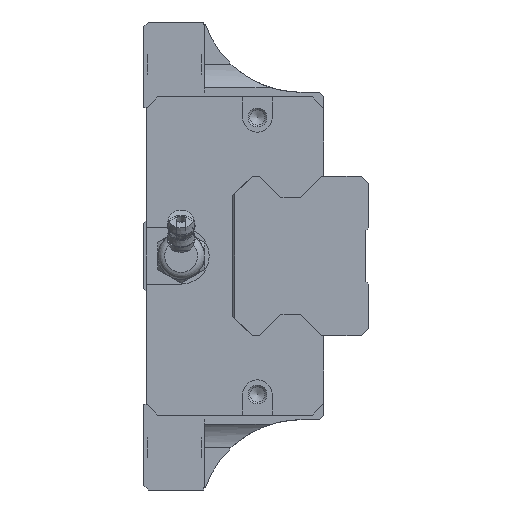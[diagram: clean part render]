
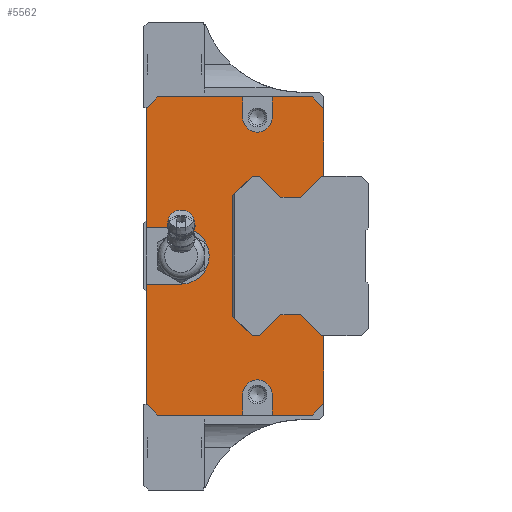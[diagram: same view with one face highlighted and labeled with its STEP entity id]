
A CAD part, left-side view. The second image highlights one B-rep face of the part: STEP entity #5562.
In plain terms, the highlighted planar face has unit normal (-1, 0, 0).
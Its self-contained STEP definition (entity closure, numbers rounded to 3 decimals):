
#606=CIRCLE('',#6093,6.);
#607=CIRCLE('',#6094,3.15);
#608=CIRCLE('',#6095,3.15);
#847=FACE_OUTER_BOUND('',#1178,.T.);
#1178=EDGE_LOOP('',(#4568,#4569,#4570,#4571,#4572,#4573,#4574,#4575,#4576,
#4577,#4578,#4579,#4580,#4581,#4582,#4583,#4584,#4585,#4586,#4587,#4588,
#4589,#4590,#4591,#4592,#4593,#4594,#4595,#4596,#4597,#4598,#4599,#4600,
#4601));
#1595=LINE('',#8853,#2103);
#1601=LINE('',#8865,#2109);
#1602=LINE('',#8869,#2110);
#1609=LINE('',#8884,#2117);
#1612=LINE('',#8888,#2120);
#1613=LINE('',#8891,#2121);
#1614=LINE('',#8893,#2122);
#1615=LINE('',#8895,#2123);
#1616=LINE('',#8899,#2124);
#1617=LINE('',#8901,#2125);
#1618=LINE('',#8903,#2126);
#1619=LINE('',#8905,#2127);
#1620=LINE('',#8907,#2128);
#1621=LINE('',#8911,#2129);
#1622=LINE('',#8913,#2130);
#1623=LINE('',#8915,#2131);
#1624=LINE('',#8916,#2132);
#1625=LINE('',#8918,#2133);
#1626=LINE('',#8920,#2134);
#1627=LINE('',#8922,#2135);
#1628=LINE('',#8924,#2136);
#1629=LINE('',#8926,#2137);
#1630=LINE('',#8928,#2138);
#1631=LINE('',#8930,#2139);
#1632=LINE('',#8932,#2140);
#1633=LINE('',#8934,#2141);
#1634=LINE('',#8936,#2142);
#1635=LINE('',#8937,#2143);
#1636=LINE('',#8939,#2144);
#1637=LINE('',#8940,#2145);
#1638=LINE('',#8942,#2146);
#2103=VECTOR('',#7224,1000.);
#2109=VECTOR('',#7232,1000.);
#2110=VECTOR('',#7235,1000.);
#2117=VECTOR('',#7244,1000.);
#2120=VECTOR('',#7247,1000.);
#2121=VECTOR('',#7250,1000.);
#2122=VECTOR('',#7251,1000.);
#2123=VECTOR('',#7252,1000.);
#2124=VECTOR('',#7255,1000.);
#2125=VECTOR('',#7256,1000.);
#2126=VECTOR('',#7257,1000.);
#2127=VECTOR('',#7258,1000.);
#2128=VECTOR('',#7259,1000.);
#2129=VECTOR('',#7262,1000.);
#2130=VECTOR('',#7263,1000.);
#2131=VECTOR('',#7264,1000.);
#2132=VECTOR('',#7265,1000.);
#2133=VECTOR('',#7266,1000.);
#2134=VECTOR('',#7267,1000.);
#2135=VECTOR('',#7268,1000.);
#2136=VECTOR('',#7269,1000.);
#2137=VECTOR('',#7270,1000.);
#2138=VECTOR('',#7271,1000.);
#2139=VECTOR('',#7272,1000.);
#2140=VECTOR('',#7273,1000.);
#2141=VECTOR('',#7274,1000.);
#2142=VECTOR('',#7275,1000.);
#2143=VECTOR('',#7276,1000.);
#2144=VECTOR('',#7277,1000.);
#2145=VECTOR('',#7278,1000.);
#2146=VECTOR('',#7279,1000.);
#2638=VERTEX_POINT('',#8850);
#2639=VERTEX_POINT('',#8852);
#2641=VERTEX_POINT('',#8858);
#2644=VERTEX_POINT('',#8863);
#2645=VERTEX_POINT('',#8867);
#2646=VERTEX_POINT('',#8868);
#2650=VERTEX_POINT('',#8877);
#2652=VERTEX_POINT('',#8881);
#2653=VERTEX_POINT('',#8883);
#2655=VERTEX_POINT('',#8890);
#2656=VERTEX_POINT('',#8892);
#2657=VERTEX_POINT('',#8894);
#2658=VERTEX_POINT('',#8896);
#2659=VERTEX_POINT('',#8898);
#2660=VERTEX_POINT('',#8900);
#2661=VERTEX_POINT('',#8902);
#2662=VERTEX_POINT('',#8904);
#2663=VERTEX_POINT('',#8906);
#2664=VERTEX_POINT('',#8908);
#2665=VERTEX_POINT('',#8910);
#2666=VERTEX_POINT('',#8912);
#2667=VERTEX_POINT('',#8914);
#2668=VERTEX_POINT('',#8917);
#2669=VERTEX_POINT('',#8919);
#2670=VERTEX_POINT('',#8921);
#2671=VERTEX_POINT('',#8923);
#2672=VERTEX_POINT('',#8925);
#2673=VERTEX_POINT('',#8927);
#2674=VERTEX_POINT('',#8929);
#2675=VERTEX_POINT('',#8931);
#2676=VERTEX_POINT('',#8933);
#2677=VERTEX_POINT('',#8935);
#2678=VERTEX_POINT('',#8938);
#2679=VERTEX_POINT('',#8941);
#3313=EDGE_CURVE('',#2639,#2638,#1595,.T.);
#3319=EDGE_CURVE('',#2644,#2641,#1601,.T.);
#3320=EDGE_CURVE('',#2645,#2646,#1602,.T.);
#3327=EDGE_CURVE('',#2652,#2653,#1609,.T.);
#3330=EDGE_CURVE('',#2646,#2650,#1612,.T.);
#3331=EDGE_CURVE('',#2655,#2650,#1613,.T.);
#3332=EDGE_CURVE('',#2656,#2645,#1614,.T.);
#3333=EDGE_CURVE('',#2656,#2657,#1615,.T.);
#3334=EDGE_CURVE('',#2657,#2658,#606,.T.);
#3335=EDGE_CURVE('',#2658,#2659,#1616,.T.);
#3336=EDGE_CURVE('',#2660,#2659,#1617,.T.);
#3337=EDGE_CURVE('',#2661,#2660,#1618,.T.);
#3338=EDGE_CURVE('',#2662,#2661,#1619,.T.);
#3339=EDGE_CURVE('',#2662,#2663,#1620,.T.);
#3340=EDGE_CURVE('',#2663,#2664,#607,.T.);
#3341=EDGE_CURVE('',#2664,#2665,#1621,.T.);
#3342=EDGE_CURVE('',#2666,#2665,#1622,.T.);
#3343=EDGE_CURVE('',#2667,#2666,#1623,.T.);
#3344=EDGE_CURVE('',#2641,#2667,#1624,.T.);
#3345=EDGE_CURVE('',#2644,#2668,#1625,.T.);
#3346=EDGE_CURVE('',#2668,#2669,#1626,.T.);
#3347=EDGE_CURVE('',#2669,#2670,#1627,.T.);
#3348=EDGE_CURVE('',#2670,#2671,#1628,.T.);
#3349=EDGE_CURVE('',#2671,#2672,#1629,.T.);
#3350=EDGE_CURVE('',#2672,#2673,#1630,.T.);
#3351=EDGE_CURVE('',#2673,#2674,#1631,.T.);
#3352=EDGE_CURVE('',#2674,#2675,#1632,.T.);
#3353=EDGE_CURVE('',#2675,#2676,#1633,.T.);
#3354=EDGE_CURVE('',#2676,#2677,#1634,.T.);
#3355=EDGE_CURVE('',#2677,#2639,#1635,.T.);
#3356=EDGE_CURVE('',#2678,#2638,#1636,.T.);
#3357=EDGE_CURVE('',#2653,#2678,#1637,.T.);
#3358=EDGE_CURVE('',#2652,#2679,#1638,.T.);
#3359=EDGE_CURVE('',#2679,#2655,#608,.T.);
#4568=ORIENTED_EDGE('',*,*,#3331,.T.);
#4569=ORIENTED_EDGE('',*,*,#3330,.F.);
#4570=ORIENTED_EDGE('',*,*,#3320,.F.);
#4571=ORIENTED_EDGE('',*,*,#3332,.F.);
#4572=ORIENTED_EDGE('',*,*,#3333,.T.);
#4573=ORIENTED_EDGE('',*,*,#3334,.T.);
#4574=ORIENTED_EDGE('',*,*,#3335,.T.);
#4575=ORIENTED_EDGE('',*,*,#3336,.F.);
#4576=ORIENTED_EDGE('',*,*,#3337,.F.);
#4577=ORIENTED_EDGE('',*,*,#3338,.F.);
#4578=ORIENTED_EDGE('',*,*,#3339,.T.);
#4579=ORIENTED_EDGE('',*,*,#3340,.T.);
#4580=ORIENTED_EDGE('',*,*,#3341,.T.);
#4581=ORIENTED_EDGE('',*,*,#3342,.F.);
#4582=ORIENTED_EDGE('',*,*,#3343,.F.);
#4583=ORIENTED_EDGE('',*,*,#3344,.F.);
#4584=ORIENTED_EDGE('',*,*,#3319,.F.);
#4585=ORIENTED_EDGE('',*,*,#3345,.T.);
#4586=ORIENTED_EDGE('',*,*,#3346,.T.);
#4587=ORIENTED_EDGE('',*,*,#3347,.T.);
#4588=ORIENTED_EDGE('',*,*,#3348,.T.);
#4589=ORIENTED_EDGE('',*,*,#3349,.T.);
#4590=ORIENTED_EDGE('',*,*,#3350,.T.);
#4591=ORIENTED_EDGE('',*,*,#3351,.T.);
#4592=ORIENTED_EDGE('',*,*,#3352,.T.);
#4593=ORIENTED_EDGE('',*,*,#3353,.T.);
#4594=ORIENTED_EDGE('',*,*,#3354,.T.);
#4595=ORIENTED_EDGE('',*,*,#3355,.T.);
#4596=ORIENTED_EDGE('',*,*,#3313,.T.);
#4597=ORIENTED_EDGE('',*,*,#3356,.F.);
#4598=ORIENTED_EDGE('',*,*,#3357,.F.);
#4599=ORIENTED_EDGE('',*,*,#3327,.F.);
#4600=ORIENTED_EDGE('',*,*,#3358,.T.);
#4601=ORIENTED_EDGE('',*,*,#3359,.T.);
#5325=PLANE('',#6092);
#5562=ADVANCED_FACE('',(#847),#5325,.F.);
#6092=AXIS2_PLACEMENT_3D('',#8889,#7248,#7249);
#6093=AXIS2_PLACEMENT_3D('',#8897,#7253,#7254);
#6094=AXIS2_PLACEMENT_3D('',#8909,#7260,#7261);
#6095=AXIS2_PLACEMENT_3D('',#8943,#7280,#7281);
#7224=DIRECTION('',(0.,-1.,0.));
#7232=DIRECTION('',(0.,-1.,0.));
#7235=DIRECTION('',(0.,-0.707,0.707));
#7244=DIRECTION('',(0.,-1.,0.));
#7247=DIRECTION('',(0.,-1.,0.));
#7248=DIRECTION('center_axis',(1.,0.,0.));
#7249=DIRECTION('ref_axis',(0.,0.,-1.));
#7250=DIRECTION('',(0.,0.,1.));
#7251=DIRECTION('',(0.,0.,1.));
#7252=DIRECTION('',(0.,-1.,0.));
#7253=DIRECTION('center_axis',(1.,0.,0.));
#7254=DIRECTION('ref_axis',(0.,0.,-1.));
#7255=DIRECTION('',(0.,1.,0.));
#7256=DIRECTION('',(0.,0.,1.));
#7257=DIRECTION('',(0.,0.707,0.707));
#7258=DIRECTION('',(0.,1.,0.));
#7259=DIRECTION('',(0.,0.,1.));
#7260=DIRECTION('center_axis',(1.,0.,0.));
#7261=DIRECTION('ref_axis',(0.,0.,-1.));
#7262=DIRECTION('',(0.,0.,-1.));
#7263=DIRECTION('',(0.,1.,0.));
#7264=DIRECTION('',(0.,0.707,-0.707));
#7265=DIRECTION('',(0.,0.,-1.));
#7266=DIRECTION('',(0.,0.707,0.707));
#7267=DIRECTION('',(0.,1.,0.));
#7268=DIRECTION('',(0.,0.707,-0.707));
#7269=DIRECTION('',(0.,1.,0.));
#7270=DIRECTION('',(0.,0.707,0.707));
#7271=DIRECTION('',(0.,0.,1.));
#7272=DIRECTION('',(0.,-0.707,0.707));
#7273=DIRECTION('',(0.,-1.,0.));
#7274=DIRECTION('',(0.,-0.707,-0.707));
#7275=DIRECTION('',(0.,-1.,0.));
#7276=DIRECTION('',(0.,-0.707,0.707));
#7277=DIRECTION('',(0.,0.,-1.));
#7278=DIRECTION('',(0.,-0.707,-0.707));
#7279=DIRECTION('',(0.,0.,-1.));
#7280=DIRECTION('center_axis',(1.,0.,0.));
#7281=DIRECTION('ref_axis',(0.,0.,-1.));
#8850=CARTESIAN_POINT('',(444.,9.5,17.));
#8852=CARTESIAN_POINT('',(444.,10.,17.));
#8853=CARTESIAN_POINT('',(444.,10.,17.));
#8858=CARTESIAN_POINT('',(444.,9.5,-17.));
#8863=CARTESIAN_POINT('',(444.,10.,-17.));
#8865=CARTESIAN_POINT('',(444.,9.5,-17.));
#8867=CARTESIAN_POINT('',(444.,47.5,31.5));
#8868=CARTESIAN_POINT('',(444.,45.,34.));
#8869=CARTESIAN_POINT('',(444.,47.5,31.5));
#8877=CARTESIAN_POINT('',(444.,26.85,34.));
#8881=CARTESIAN_POINT('',(444.,20.55,34.));
#8883=CARTESIAN_POINT('',(444.,12.,34.));
#8884=CARTESIAN_POINT('',(444.,45.,34.));
#8888=CARTESIAN_POINT('',(444.,45.,34.));
#8889=CARTESIAN_POINT('Origin',(444.,9.5,0.));
#8890=CARTESIAN_POINT('',(444.,26.85,29.6));
#8891=CARTESIAN_POINT('',(444.,26.85,29.6));
#8892=CARTESIAN_POINT('',(444.,47.5,6.));
#8893=CARTESIAN_POINT('',(444.,47.5,-31.5));
#8894=CARTESIAN_POINT('',(444.,40.,6.));
#8895=CARTESIAN_POINT('',(444.,71.5,6.));
#8896=CARTESIAN_POINT('',(444.,40.,-6.));
#8897=CARTESIAN_POINT('Origin',(444.,40.,0.));
#8898=CARTESIAN_POINT('',(444.,47.5,-6.));
#8899=CARTESIAN_POINT('',(444.,40.,-6.));
#8900=CARTESIAN_POINT('',(444.,47.5,-31.5));
#8901=CARTESIAN_POINT('',(444.,47.5,-31.5));
#8902=CARTESIAN_POINT('',(444.,45.,-34.));
#8903=CARTESIAN_POINT('',(444.,45.,-34.));
#8904=CARTESIAN_POINT('',(444.,26.85,-34.));
#8905=CARTESIAN_POINT('',(444.,12.,-34.));
#8906=CARTESIAN_POINT('',(444.,26.85,-29.6));
#8907=CARTESIAN_POINT('',(444.,26.85,-49.6));
#8908=CARTESIAN_POINT('',(444.,20.55,-29.6));
#8909=CARTESIAN_POINT('Origin',(444.,23.7,-29.6));
#8910=CARTESIAN_POINT('',(444.,20.55,-34.));
#8911=CARTESIAN_POINT('',(444.,20.55,-29.6));
#8912=CARTESIAN_POINT('',(444.,12.,-34.));
#8913=CARTESIAN_POINT('',(444.,12.,-34.));
#8914=CARTESIAN_POINT('',(444.,9.5,-31.5));
#8915=CARTESIAN_POINT('',(444.,9.5,-31.5));
#8916=CARTESIAN_POINT('',(444.,9.5,31.5));
#8917=CARTESIAN_POINT('',(444.,14.5,-12.5));
#8918=CARTESIAN_POINT('',(444.,10.,-17.));
#8919=CARTESIAN_POINT('',(444.,18.67,-12.5));
#8920=CARTESIAN_POINT('',(444.,14.5,-12.5));
#8921=CARTESIAN_POINT('',(444.,23.17,-17.));
#8922=CARTESIAN_POINT('',(444.,18.67,-12.5));
#8923=CARTESIAN_POINT('',(444.,24.83,-17.));
#8924=CARTESIAN_POINT('',(444.,23.17,-17.));
#8925=CARTESIAN_POINT('',(444.,29.,-12.83));
#8926=CARTESIAN_POINT('',(444.,24.83,-17.));
#8927=CARTESIAN_POINT('',(444.,29.,12.83));
#8928=CARTESIAN_POINT('',(444.,29.,-12.83));
#8929=CARTESIAN_POINT('',(444.,24.83,17.));
#8930=CARTESIAN_POINT('',(444.,29.,12.83));
#8931=CARTESIAN_POINT('',(444.,23.17,17.));
#8932=CARTESIAN_POINT('',(444.,24.83,17.));
#8933=CARTESIAN_POINT('',(444.,18.67,12.5));
#8934=CARTESIAN_POINT('',(444.,23.17,17.));
#8935=CARTESIAN_POINT('',(444.,14.5,12.5));
#8936=CARTESIAN_POINT('',(444.,18.67,12.5));
#8937=CARTESIAN_POINT('',(444.,14.5,12.5));
#8938=CARTESIAN_POINT('',(444.,9.5,31.5));
#8939=CARTESIAN_POINT('',(444.,9.5,31.5));
#8940=CARTESIAN_POINT('',(444.,12.,34.));
#8941=CARTESIAN_POINT('',(444.,20.55,29.6));
#8942=CARTESIAN_POINT('',(444.,20.55,49.6));
#8943=CARTESIAN_POINT('Origin',(444.,23.7,29.6));
